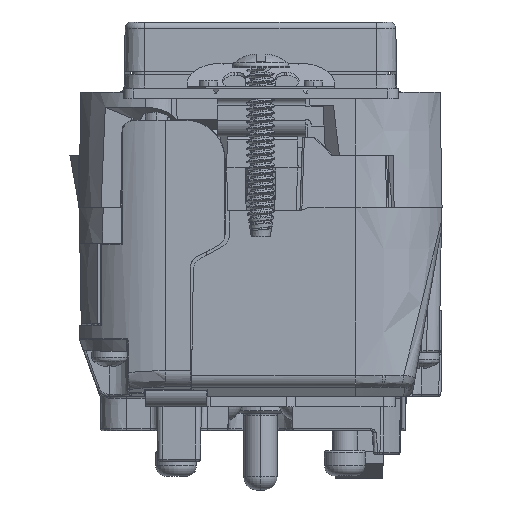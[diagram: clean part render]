
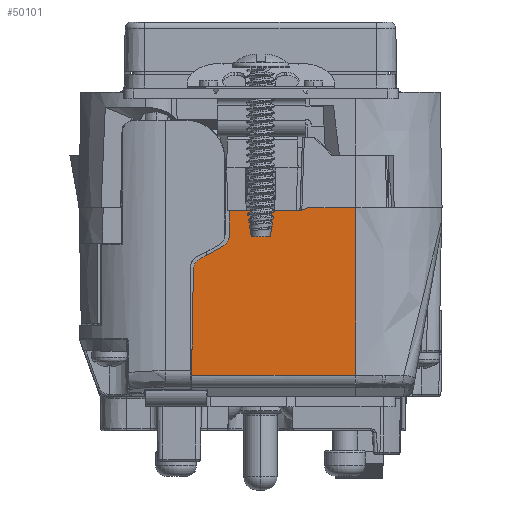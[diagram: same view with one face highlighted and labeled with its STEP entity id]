
A CAD part, front view. The second image highlights one B-rep face of the part: STEP entity #50101.
In plain terms, the highlighted planar face has unit normal (0, -1, -0.018).
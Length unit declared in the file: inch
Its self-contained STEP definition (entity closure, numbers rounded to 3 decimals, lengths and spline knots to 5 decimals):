
#1411 = CARTESIAN_POINT ( 'NONE',  ( 1.45288, 0.823, 2.83907 ) ) ;
#2339 = DIRECTION ( 'NONE',  ( 0., -0.017, 1. ) ) ;
#3360 = CARTESIAN_POINT ( 'NONE',  ( 1.45259, 0.82303, 2.83722 ) ) ;
#3838 = VERTEX_POINT ( 'NONE', #56363 ) ;
#7902 = CARTESIAN_POINT ( 'NONE',  ( 0.93963, 0.82751, 2.58101 ) ) ;
#11131 = CARTESIAN_POINT ( 'NONE',  ( 1.11005, 0.82277, 2.85222 ) ) ;
#11868 = LINE ( 'NONE', #31600, #23876 ) ;
#17895 = CARTESIAN_POINT ( 'NONE',  ( 1.11005, 0.82509, 2.71975 ) ) ;
#23705 = CARTESIAN_POINT ( 'NONE',  ( 1.45259, 0.82303, 2.83722 ) ) ;
#23876 = VECTOR ( 'NONE', #154461, 39.37008 ) ;
#24269 = ORIENTED_EDGE ( 'NONE', *, *, #126009, .T. ) ;
#24813 = CARTESIAN_POINT ( 'NONE',  ( 0.97509, 0.82699, 2.61079 ) ) ;
#25577 = DIRECTION ( 'NONE',  ( -1., 0., 0. ) ) ;
#25678 = CARTESIAN_POINT ( 'NONE',  ( 1.11005, 0.82509, 2.71975 ) ) ;
#28704 = VERTEX_POINT ( 'NONE', #166106 ) ;
#31600 = CARTESIAN_POINT ( 'NONE',  ( 1.49491, 0.82274, 2.85437 ) ) ;
#31985 = CARTESIAN_POINT ( 'NONE',  ( 0.97509, 0.82699, 2.61079 ) ) ;
#35417 = EDGE_LOOP ( 'NONE', ( #102916, #169066, #118042, #44081, #93204, #116219, #155936, #54445, #52278, #24269, #179038, #130846 ) ) ;
#37505 = EDGE_CURVE ( 'NONE', #75147, #159903, #189295, .T. ) ;
#38405 = CARTESIAN_POINT ( 'NONE',  ( 1.71305, 0.83673, 2.05274 ) ) ;
#38678 = CARTESIAN_POINT ( 'NONE',  ( 1.45288, 0.823, 2.83907 ) ) ;
#39605 = CARTESIAN_POINT ( 'NONE',  ( 1.01276, 0.8267, 2.62732 ) ) ;
#40113 = EDGE_CURVE ( 'NONE', #174361, #102281, #198865, .T. ) ;
#40418 = VERTEX_POINT ( 'NONE', #17895 ) ;
#42434 = EDGE_CURVE ( 'NONE', #147672, #40418, #198945, .T. ) ;
#44081 = ORIENTED_EDGE ( 'NONE', *, *, #150021, .T. ) ;
#45120 = FACE_OUTER_BOUND ( 'NONE', #35417, .T. ) ;
#46409 = CARTESIAN_POINT ( 'NONE',  ( 1.45282, 0.82301, 2.83868 ) ) ;
#50101 = ADVANCED_FACE ( 'NONE', ( #45120 ), #71859, .T. ) ;
#52278 = ORIENTED_EDGE ( 'NONE', *, *, #42434, .T. ) ;
#52784 = LINE ( 'NONE', #80562, #96098 ) ;
#54445 = ORIENTED_EDGE ( 'NONE', *, *, #188104, .T. ) ;
#55703 = DIRECTION ( 'NONE',  ( 0., 0.017, -1. ) ) ;
#56363 = CARTESIAN_POINT ( 'NONE',  ( 0.93921, 0.82793, 2.55689 ) ) ;
#57044 = DIRECTION ( 'NONE',  ( 0., -1., -0.017 ) ) ;
#58368 = LINE ( 'NONE', #105502, #94381 ) ;
#58502 = DIRECTION ( 'NONE',  ( -0.017, 0.017, -1. ) ) ;
#59772 = CARTESIAN_POINT ( 'NONE',  ( 1.71205, 0.83673, 2.05274 ) ) ;
#60071 = EDGE_CURVE ( 'NONE', #3838, #28704, #58368, .T. ) ;
#62132 = CARTESIAN_POINT ( 'NONE',  ( 1.71305, 0.82277, 2.85222 ) ) ;
#62538 = CARTESIAN_POINT ( 'NONE',  ( 1.45266, 0.82303, 2.83765 ) ) ;
#65982 = VERTEX_POINT ( 'NONE', #176259 ) ;
#71859 = PLANE ( 'NONE',  #97928 ) ;
#71969 = CARTESIAN_POINT ( 'NONE',  ( 1.71205, 0.83673, 2.05274 ) ) ;
#73962 = CARTESIAN_POINT ( 'NONE',  ( 1.7124, 0.83673, 2.05274 ) ) ;
#75147 = VERTEX_POINT ( 'NONE', #38678 ) ;
#80333 = VECTOR ( 'NONE', #131116, 39.37008 ) ;
#80562 = CARTESIAN_POINT ( 'NONE',  ( 1.71305, 0.82277, 2.85222 ) ) ;
#80565 = CARTESIAN_POINT ( 'NONE',  ( 1.71305, 0.82277, 2.85222 ) ) ;
#81817 = EDGE_CURVE ( 'NONE', #174361, #3838, #170035, .T. ) ;
#84543 = CARTESIAN_POINT ( 'NONE',  ( 0.97509, 0.82699, 2.61079 ) ) ;
#88068 = CARTESIAN_POINT ( 'NONE',  ( 1.71305, 0.82303, 2.83722 ) ) ;
#88222 = LINE ( 'NONE', #88068, #133885 ) ;
#89995 = CARTESIAN_POINT ( 'NONE',  ( 1.71207, 0.83673, 2.05274 ) ) ;
#92022 = CARTESIAN_POINT ( 'NONE',  ( 1.71206, 0.83673, 2.05274 ) ) ;
#93204 = ORIENTED_EDGE ( 'NONE', *, *, #172065, .T. ) ;
#94381 = VECTOR ( 'NONE', #58502, 39.37008 ) ;
#96098 = VECTOR ( 'NONE', #126265, 39.37008 ) ;
#97928 = AXIS2_PLACEMENT_3D ( 'NONE', #147621, #57044, #55703 ) ;
#102281 = VERTEX_POINT ( 'NONE', #180098 ) ;
#102916 = ORIENTED_EDGE ( 'NONE', *, *, #60071, .T. ) ;
#105502 = CARTESIAN_POINT ( 'NONE',  ( 0.92948, 0.83766, 1.99949 ) ) ;
#106773 = VERTEX_POINT ( 'NONE', #80565 ) ;
#110290 = VECTOR ( 'NONE', #197636, 39.37008 ) ;
#113585 = VERTEX_POINT ( 'NONE', #116458 ) ;
#116219 = ORIENTED_EDGE ( 'NONE', *, *, #125034, .T. ) ;
#116458 = CARTESIAN_POINT ( 'NONE',  ( 1.48901, 0.82277, 2.85222 ) ) ;
#118042 = ORIENTED_EDGE ( 'NONE', *, *, #139886, .T. ) ;
#119338 = CARTESIAN_POINT ( 'NONE',  ( 1.11005, 0.82303, 2.83722 ) ) ;
#121670 = CARTESIAN_POINT ( 'NONE',  ( 1.08318, 0.82596, 2.66972 ) ) ;
#125034 = EDGE_CURVE ( 'NONE', #113585, #75147, #11868, .T. ) ;
#126009 = EDGE_CURVE ( 'NONE', #40418, #102281, #166009, .T. ) ;
#126265 = DIRECTION ( 'NONE',  ( -1., 0., 0. ) ) ;
#128385 = LINE ( 'NONE', #38405, #80333 ) ;
#130846 = ORIENTED_EDGE ( 'NONE', *, *, #81817, .T. ) ;
#131116 = DIRECTION ( 'NONE',  ( 1., 0., 0. ) ) ;
#132310 = CARTESIAN_POINT ( 'NONE',  ( 1.08318, 0.82596, 2.66972 ) ) ;
#133066 = EDGE_CURVE ( 'NONE', #28704, #140431, #128385, .T. ) ;
#133885 = VECTOR ( 'NONE', #25577, 39.37008 ) ;
#136332 = CARTESIAN_POINT ( 'NONE',  ( 1.71273, 0.83673, 2.05274 ) ) ;
#137752 = CARTESIAN_POINT ( 'NONE',  ( 1.10032, 0.82576, 2.68108 ) ) ;
#139886 = EDGE_CURVE ( 'NONE', #140431, #65982, #145943, .T. ) ;
#140431 = VERTEX_POINT ( 'NONE', #71969 ) ;
#145943 = B_SPLINE_CURVE_WITH_KNOTS ( 'NONE', 3,
 ( #59772, #92022, #89995, #196621, #73962, #136332, #197286 ),
 .UNSPECIFIED., .F., .F.,
 ( 4, 3, 4 ),
 ( 0., 0., 0.00003 ),
 .UNSPECIFIED. ) ;
#147621 = CARTESIAN_POINT ( 'NONE',  ( 1.71305, 0.82277, 2.85222 ) ) ;
#147672 = VERTEX_POINT ( 'NONE', #119338 ) ;
#150021 = EDGE_CURVE ( 'NONE', #65982, #106773, #195103, .T. ) ;
#154461 = DIRECTION ( 'NONE',  ( -0.94, 0.006, -0.342 ) ) ;
#155936 = ORIENTED_EDGE ( 'NONE', *, *, #37505, .T. ) ;
#159903 = VERTEX_POINT ( 'NONE', #23705 ) ;
#165035 = CARTESIAN_POINT ( 'NONE',  ( 1.04888, 0.82636, 2.64701 ) ) ;
#166009 =( BOUNDED_CURVE ( )  B_SPLINE_CURVE ( 3, ( #25678, #196071, #137752, #121670 ),
 .UNSPECIFIED., .F., .F. ) 
 B_SPLINE_CURVE_WITH_KNOTS ( ( 4, 4 ),
 ( 1.5708, 2.55667 ),
 .UNSPECIFIED. ) 
 CURVE ( )  GEOMETRIC_REPRESENTATION_ITEM ( )  RATIONAL_B_SPLINE_CURVE ( ( 1., 0.921, 0.921, 1. ) ) 
 REPRESENTATION_ITEM ( '' )  );
#166106 = CARTESIAN_POINT ( 'NONE',  ( 0.93041, 0.83673, 2.05274 ) ) ;
#169066 = ORIENTED_EDGE ( 'NONE', *, *, #133066, .T. ) ;
#170035 =( BOUNDED_CURVE ( )  B_SPLINE_CURVE ( 3, ( #84543, #193770, #7902, #192450 ),
 .UNSPECIFIED., .F., .T. ) 
 B_SPLINE_CURVE_WITH_KNOTS ( ( 4, 4 ),
 ( 0.41348, 1.55334 ),
 .UNSPECIFIED. ) 
 CURVE ( )  GEOMETRIC_REPRESENTATION_ITEM ( )  RATIONAL_B_SPLINE_CURVE ( ( 1., 0.895, 0.895, 1. ) ) 
 REPRESENTATION_ITEM ( '' )  );
#172065 = EDGE_CURVE ( 'NONE', #106773, #113585, #52784, .T. ) ;
#174361 = VERTEX_POINT ( 'NONE', #31985 ) ;
#176259 = CARTESIAN_POINT ( 'NONE',  ( 1.71305, 0.83673, 2.05274 ) ) ;
#179038 = ORIENTED_EDGE ( 'NONE', *, *, #40113, .F. ) ;
#180098 = CARTESIAN_POINT ( 'NONE',  ( 1.08318, 0.82596, 2.66972 ) ) ;
#185459 = VECTOR ( 'NONE', #2339, 39.37008 ) ;
#188104 = EDGE_CURVE ( 'NONE', #159903, #147672, #88222, .T. ) ;
#189295 = B_SPLINE_CURVE_WITH_KNOTS ( 'NONE', 3,
 ( #1411, #46409, #62538, #3360 ),
 .UNSPECIFIED., .F., .F.,
 ( 4, 4 ),
 ( 0., 1. ),
 .UNSPECIFIED. ) ;
#192450 = CARTESIAN_POINT ( 'NONE',  ( 0.93921, 0.82793, 2.55689 ) ) ;
#193770 = CARTESIAN_POINT ( 'NONE',  ( 0.953, 0.82716, 2.60109 ) ) ;
#195103 = LINE ( 'NONE', #62132, #185459 ) ;
#196071 = CARTESIAN_POINT ( 'NONE',  ( 1.11005, 0.82544, 2.69919 ) ) ;
#196621 = CARTESIAN_POINT ( 'NONE',  ( 1.71207, 0.83673, 2.05274 ) ) ;
#197286 = CARTESIAN_POINT ( 'NONE',  ( 1.71305, 0.83673, 2.05274 ) ) ;
#197636 = DIRECTION ( 'NONE',  ( 0., 0.017, -1. ) ) ;
#198865 =( BOUNDED_CURVE ( )  B_SPLINE_CURVE ( 3, ( #24813, #39605, #165035, #132310 ),
 .UNSPECIFIED., .F., .F. ) 
 B_SPLINE_CURVE_WITH_KNOTS ( ( 4, 4 ),
 ( 3.55508, 3.72651 ),
 .UNSPECIFIED. ) 
 CURVE ( )  GEOMETRIC_REPRESENTATION_ITEM ( )  RATIONAL_B_SPLINE_CURVE ( ( 1., 0.998, 0.998, 1. ) ) 
 REPRESENTATION_ITEM ( '' )  );
#198945 = LINE ( 'NONE', #11131, #110290 ) ;
